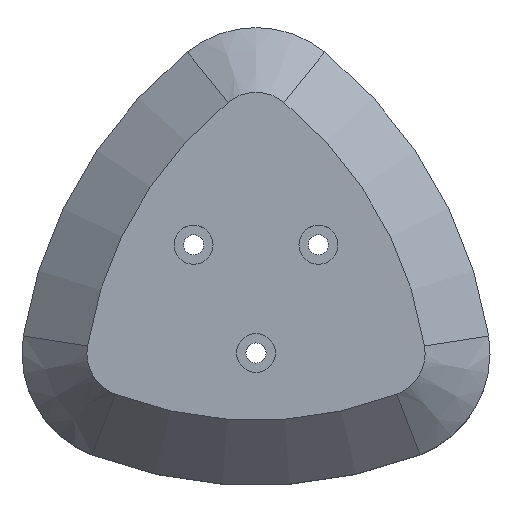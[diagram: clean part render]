
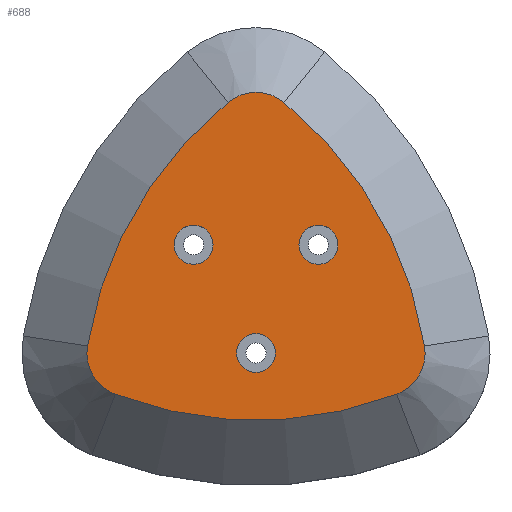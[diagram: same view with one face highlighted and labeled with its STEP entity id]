
A CAD part, top view. The second image highlights one B-rep face of the part: STEP entity #688.
In plain terms, the highlighted planar face has unit normal (0, 0, 1).
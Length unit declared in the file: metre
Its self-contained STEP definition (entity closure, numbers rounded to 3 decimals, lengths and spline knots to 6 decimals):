
#165=ORIENTED_EDGE('',*,*,#327,.T.);
#166=ORIENTED_EDGE('',*,*,#328,.T.);
#167=ORIENTED_EDGE('',*,*,#329,.T.);
#168=ORIENTED_EDGE('',*,*,#330,.T.);
#169=ORIENTED_EDGE('',*,*,#331,.T.);
#170=ORIENTED_EDGE('',*,*,#332,.T.);
#171=ORIENTED_EDGE('',*,*,#333,.F.);
#172=ORIENTED_EDGE('',*,*,#334,.F.);
#173=ORIENTED_EDGE('',*,*,#335,.F.);
#327=EDGE_CURVE('',#411,#412,#471,.T.);
#328=EDGE_CURVE('',#412,#413,#472,.T.);
#329=EDGE_CURVE('',#413,#414,#473,.T.);
#330=EDGE_CURVE('',#414,#415,#474,.T.);
#331=EDGE_CURVE('',#415,#416,#475,.T.);
#332=EDGE_CURVE('',#416,#411,#476,.T.);
#333=EDGE_CURVE('',#417,#417,#477,.T.);
#334=EDGE_CURVE('',#418,#418,#478,.T.);
#335=EDGE_CURVE('',#419,#419,#479,.T.);
#411=VERTEX_POINT('',#1226);
#412=VERTEX_POINT('',#1227);
#413=VERTEX_POINT('',#1229);
#414=VERTEX_POINT('',#1231);
#415=VERTEX_POINT('',#1233);
#416=VERTEX_POINT('',#1235);
#417=VERTEX_POINT('',#1238);
#418=VERTEX_POINT('',#1240);
#419=VERTEX_POINT('',#1242);
#471=CIRCLE('',#796,0.060547);
#472=CIRCLE('',#797,0.006819);
#473=CIRCLE('',#798,0.060547);
#474=CIRCLE('',#799,0.006819);
#475=CIRCLE('',#800,0.060547);
#476=CIRCLE('',#801,0.006819);
#477=CIRCLE('',#802,0.003);
#478=CIRCLE('',#803,0.003);
#479=CIRCLE('',#804,0.003);
#538=EDGE_LOOP('',(#165,#166,#167,#168,#169,#170));
#539=EDGE_LOOP('',(#171));
#540=EDGE_LOOP('',(#172));
#541=EDGE_LOOP('',(#173));
#618=FACE_BOUND('',#538,.T.);
#619=FACE_BOUND('',#539,.T.);
#620=FACE_BOUND('',#540,.T.);
#621=FACE_BOUND('',#541,.T.);
#662=PLANE('',#795);
#688=ADVANCED_FACE('',(#618,#619,#620,#621),#662,.T.);
#795=AXIS2_PLACEMENT_3D('',#1224,#980,#981);
#796=AXIS2_PLACEMENT_3D('',#1225,#982,#983);
#797=AXIS2_PLACEMENT_3D('',#1228,#984,#985);
#798=AXIS2_PLACEMENT_3D('',#1230,#986,#987);
#799=AXIS2_PLACEMENT_3D('',#1232,#988,#989);
#800=AXIS2_PLACEMENT_3D('',#1234,#990,#991);
#801=AXIS2_PLACEMENT_3D('',#1236,#992,#993);
#802=AXIS2_PLACEMENT_3D('',#1237,#994,#995);
#803=AXIS2_PLACEMENT_3D('',#1239,#996,#997);
#804=AXIS2_PLACEMENT_3D('',#1241,#998,#999);
#980=DIRECTION('',(0.,0.,1.));
#981=DIRECTION('',(1.,0.,0.));
#982=DIRECTION('',(0.,0.,1.));
#983=DIRECTION('',(1.,0.,0.));
#984=DIRECTION('',(0.,0.,1.));
#985=DIRECTION('',(1.,0.,0.));
#986=DIRECTION('',(0.,0.,1.));
#987=DIRECTION('',(1.,0.,0.));
#988=DIRECTION('',(0.,0.,1.));
#989=DIRECTION('',(1.,0.,0.));
#990=DIRECTION('',(0.,0.,1.));
#991=DIRECTION('',(1.,0.,0.));
#992=DIRECTION('',(0.,0.,1.));
#993=DIRECTION('',(1.,0.,0.));
#994=DIRECTION('',(0.,0.,1.));
#995=DIRECTION('',(1.,0.,0.));
#996=DIRECTION('',(0.,0.,1.));
#997=DIRECTION('',(1.,0.,0.));
#998=DIRECTION('',(0.,0.,1.));
#999=DIRECTION('',(1.,0.,0.));
#1224=CARTESIAN_POINT('',(0.,0.003774,0.012));
#1225=CARTESIAN_POINT('',(0.,0.039047,0.012));
#1226=CARTESIAN_POINT('',(-0.021693,-0.01748,0.012));
#1227=CARTESIAN_POINT('',(0.021693,-0.01748,0.012));
#1228=CARTESIAN_POINT('',(0.01925,-0.011114,0.012));
#1229=CARTESIAN_POINT('',(0.025985,-0.010047,0.012));
#1230=CARTESIAN_POINT('',(-0.033816,-0.019524,0.012));
#1231=CARTESIAN_POINT('',(0.004292,0.027527,0.012));
#1232=CARTESIAN_POINT('',(0.,0.022228,0.012));
#1233=CARTESIAN_POINT('',(-0.004292,0.027527,0.012));
#1234=CARTESIAN_POINT('',(0.033816,-0.019524,0.012));
#1235=CARTESIAN_POINT('',(-0.025985,-0.010047,0.012));
#1236=CARTESIAN_POINT('',(-0.01925,-0.011114,0.012));
#1237=CARTESIAN_POINT('',(0.,-0.011114,0.012));
#1238=CARTESIAN_POINT('',(0.003,-0.011114,0.012));
#1239=CARTESIAN_POINT('',(0.009625,0.005557,0.012));
#1240=CARTESIAN_POINT('',(0.012625,0.005557,0.012));
#1241=CARTESIAN_POINT('',(-0.009625,0.005557,0.012));
#1242=CARTESIAN_POINT('',(-0.006625,0.005557,0.012));
